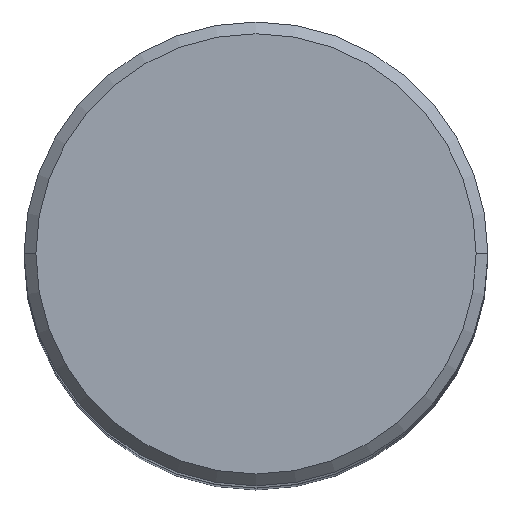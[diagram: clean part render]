
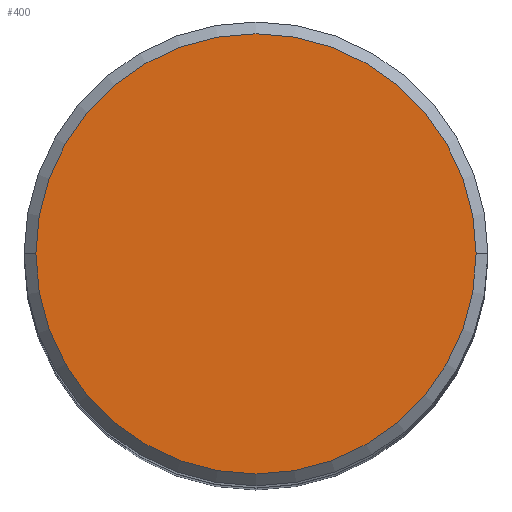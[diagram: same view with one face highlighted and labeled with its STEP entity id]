
A CAD part, top view. The second image highlights one B-rep face of the part: STEP entity #400.
In plain terms, the highlighted planar face has unit normal (0, 0, 1).
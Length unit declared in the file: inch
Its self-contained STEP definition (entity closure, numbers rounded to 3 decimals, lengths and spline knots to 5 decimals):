
#10 = FACE_OUTER_BOUND ( 'NONE', #152, .T. ) ;
#118 = AXIS2_PLACEMENT_3D ( 'NONE', #450, #319, #151 ) ;
#125 = VERTEX_POINT ( 'NONE', #299 ) ;
#128 = AXIS2_PLACEMENT_3D ( 'NONE', #530, #403, #185 ) ;
#151 = DIRECTION ( 'NONE',  ( 1., 0., 0. ) ) ;
#152 = EDGE_LOOP ( 'NONE', ( #233, #361 ) ) ;
#176 = PLANE ( 'NONE',  #505 ) ;
#180 = DIRECTION ( 'NONE',  ( 0., 0., -1. ) ) ;
#185 = DIRECTION ( 'NONE',  ( 1., 0., 0. ) ) ;
#212 = CIRCLE ( 'NONE', #128, 0.3737 ) ;
#233 = ORIENTED_EDGE ( 'NONE', *, *, #336, .T. ) ;
#299 = CARTESIAN_POINT ( 'NONE',  ( -0.3737, 0., 0. ) ) ;
#310 = DIRECTION ( 'NONE',  ( -1., 0., 0. ) ) ;
#319 = DIRECTION ( 'NONE',  ( 0., 0., 1. ) ) ;
#336 = EDGE_CURVE ( 'NONE', #125, #402, #212, .T. ) ;
#352 = CARTESIAN_POINT ( 'NONE',  ( 0., 0.3737, 0. ) ) ;
#359 = CIRCLE ( 'NONE', #118, 0.3737 ) ;
#361 = ORIENTED_EDGE ( 'NONE', *, *, #406, .T. ) ;
#400 = ADVANCED_FACE ( 'NONE', ( #10 ), #176, .F. ) ;
#402 = VERTEX_POINT ( 'NONE', #541 ) ;
#403 = DIRECTION ( 'NONE',  ( 0., 0., 1. ) ) ;
#406 = EDGE_CURVE ( 'NONE', #402, #125, #359, .T. ) ;
#450 = CARTESIAN_POINT ( 'NONE',  ( 0., 0., 0. ) ) ;
#505 = AXIS2_PLACEMENT_3D ( 'NONE', #352, #180, #310 ) ;
#530 = CARTESIAN_POINT ( 'NONE',  ( 0., 0., 0. ) ) ;
#541 = CARTESIAN_POINT ( 'NONE',  ( 0.3737, 0., 0. ) ) ;
